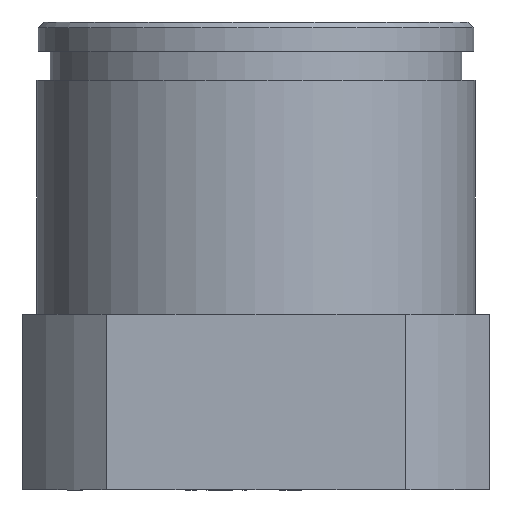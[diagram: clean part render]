
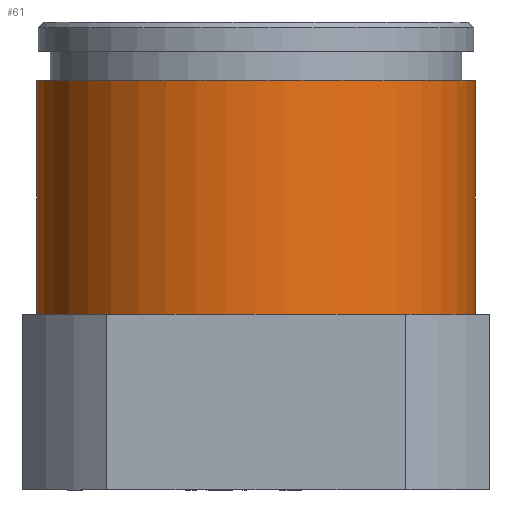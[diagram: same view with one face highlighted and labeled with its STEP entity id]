
A CAD part, front view. The second image highlights one B-rep face of the part: STEP entity #61.
In plain terms, the highlighted free-form (B-spline) face has degree [2, 1] with [5, 2] control points.
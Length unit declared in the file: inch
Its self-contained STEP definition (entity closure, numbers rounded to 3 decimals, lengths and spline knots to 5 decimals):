
#61=ADVANCED_FACE($,(#115),#683,.T.);
#115=FACE_OUTER_BOUND($,#173,.T.);
#173=EDGE_LOOP($,(#377,#378,#379,#380));
#377=ORIENTED_EDGE($,*,*,#540,.T.);
#378=ORIENTED_EDGE($,*,*,#447,.T.);
#379=ORIENTED_EDGE($,*,*,#542,.F.);
#380=ORIENTED_EDGE($,*,*,#541,.F.);
#447=EDGE_CURVE($,#573,#572,#701,.T.);
#540=EDGE_CURVE($,#626,#573,#813,.T.);
#541=EDGE_CURVE($,#626,#627,#756,.T.);
#542=EDGE_CURVE($,#627,#572,#814,.T.);
#572=VERTEX_POINT($,#2005);
#573=VERTEX_POINT($,#2006);
#626=VERTEX_POINT($,#2059);
#627=VERTEX_POINT($,#2060);
#683=(
BOUNDED_SURFACE()
B_SPLINE_SURFACE(2,1,((#1880,#1881),(#1882,#1883),(#1884,#1885),(#1886,#1887),
(#1888,#1889)),.UNSPECIFIED.,.F.,.F.,.F.)
B_SPLINE_SURFACE_WITH_KNOTS((3,2,3),(2,2),(3.14159,4.71239,
6.28319),(0.13514,0.53514),.UNSPECIFIED.)
GEOMETRIC_REPRESENTATION_ITEM()
RATIONAL_B_SPLINE_SURFACE(((1.,1.),(0.707,0.707),
(1.,1.),(0.707,0.707),(1.,1.)))
REPRESENTATION_ITEM($)
SURFACE()
);
#701=B_SPLINE_CURVE_WITH_KNOTS($,1,(#952,#953),.UNSPECIFIED.,.F.,.F.,(2,
2),(0.13514,0.53514),.UNSPECIFIED.);
#756=B_SPLINE_CURVE_WITH_KNOTS($,1,(#1372,#1373),.UNSPECIFIED.,.F.,.F.,(2,
2),(0.13514,0.53514),.UNSPECIFIED.);
#813=(
BOUNDED_CURVE()
B_SPLINE_CURVE(2,(#1367,#1368,#1369,#1370,#1371),.UNSPECIFIED.,.F.,.F.)
B_SPLINE_CURVE_WITH_KNOTS((3,2,3),(3.14159,4.71239,6.28319),
.UNSPECIFIED.)
CURVE()
GEOMETRIC_REPRESENTATION_ITEM()
RATIONAL_B_SPLINE_CURVE((1.,0.707,1.,0.707,1.))
REPRESENTATION_ITEM($)
);
#814=(
BOUNDED_CURVE()
B_SPLINE_CURVE(2,(#1374,#1375,#1376,#1377,#1378),.UNSPECIFIED.,.F.,.F.)
B_SPLINE_CURVE_WITH_KNOTS((3,2,3),(3.14159,4.71239,6.28319),
.UNSPECIFIED.)
CURVE()
GEOMETRIC_REPRESENTATION_ITEM()
RATIONAL_B_SPLINE_CURVE((1.,0.707,1.,0.707,1.))
REPRESENTATION_ITEM($)
);
#952=CARTESIAN_POINT($,(-0.375,0.,0.7));
#953=CARTESIAN_POINT($,(-0.375,0.,0.3));
#1367=CARTESIAN_POINT($,(0.375,0.,0.7));
#1368=CARTESIAN_POINT($,(0.375,-0.375,0.7));
#1369=CARTESIAN_POINT($,(0.,-0.375,0.7));
#1370=CARTESIAN_POINT($,(-0.375,-0.375,0.7));
#1371=CARTESIAN_POINT($,(-0.375,0.,0.7));
#1372=CARTESIAN_POINT($,(0.375,0.,0.7));
#1373=CARTESIAN_POINT($,(0.375,0.,0.3));
#1374=CARTESIAN_POINT($,(0.375,0.,0.3));
#1375=CARTESIAN_POINT($,(0.375,-0.375,0.3));
#1376=CARTESIAN_POINT($,(0.,-0.375,0.3));
#1377=CARTESIAN_POINT($,(-0.375,-0.375,0.3));
#1378=CARTESIAN_POINT($,(-0.375,0.,0.3));
#1880=CARTESIAN_POINT($,(0.375,0.,0.7));
#1881=CARTESIAN_POINT($,(0.375,0.,0.3));
#1882=CARTESIAN_POINT($,(0.375,-0.375,0.7));
#1883=CARTESIAN_POINT($,(0.375,-0.375,0.3));
#1884=CARTESIAN_POINT($,(0.,-0.375,0.7));
#1885=CARTESIAN_POINT($,(0.,-0.375,0.3));
#1886=CARTESIAN_POINT($,(-0.375,-0.375,0.7));
#1887=CARTESIAN_POINT($,(-0.375,-0.375,0.3));
#1888=CARTESIAN_POINT($,(-0.375,0.,0.7));
#1889=CARTESIAN_POINT($,(-0.375,0.,0.3));
#2005=CARTESIAN_POINT($,(-0.375,0.,0.3));
#2006=CARTESIAN_POINT($,(-0.375,0.,0.7));
#2059=CARTESIAN_POINT($,(0.375,0.,0.7));
#2060=CARTESIAN_POINT($,(0.375,0.,0.3));
